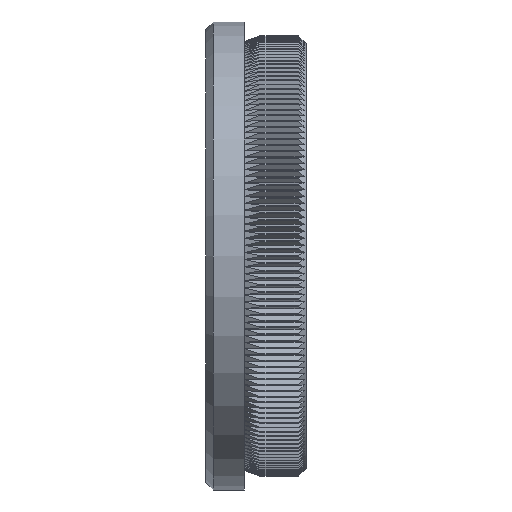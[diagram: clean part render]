
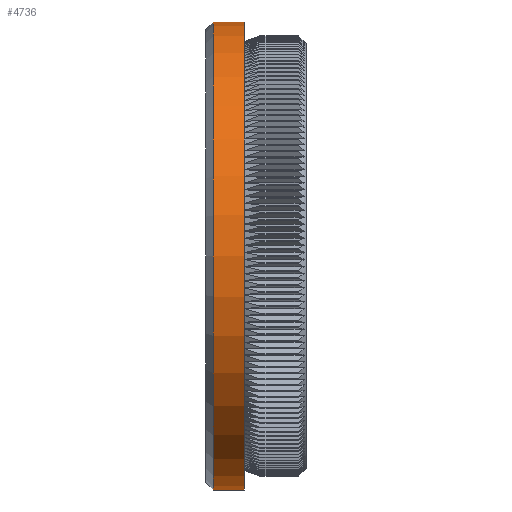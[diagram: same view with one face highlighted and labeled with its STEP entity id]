
A CAD part, left-side view. The second image highlights one B-rep face of the part: STEP entity #4736.
In plain terms, the highlighted cylindrical face has radius 30.15 mm (diameter 60.3 mm), a partial arc.
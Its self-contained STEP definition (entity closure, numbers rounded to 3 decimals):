
#89 = FACE_OUTER_BOUND ( 'NONE', #23614, .T. ) ;
#3455 = ORIENTED_EDGE ( 'NONE', *, *, #34557, .F. ) ;
#4625 = DIRECTION ( 'NONE',  ( 0., 0., -1. ) ) ;
#4736 = ADVANCED_FACE ( 'NONE', ( #89 ), #17431, .T. ) ;
#4854 = EDGE_CURVE ( 'NONE', #21635, #37366, #11014, .T. ) ;
#4918 = EDGE_CURVE ( 'NONE', #32204, #21407, #14207, .T. ) ;
#5436 = AXIS2_PLACEMENT_3D ( 'NONE', #14043, #20293, #23073 ) ;
#11014 = CIRCLE ( 'NONE', #37346, 30.15 ) ;
#12085 = CARTESIAN_POINT ( 'NONE',  ( 0., 8., 30.15 ) ) ;
#13547 = CARTESIAN_POINT ( 'NONE',  ( 0., 12., 0. ) ) ;
#13748 = VECTOR ( 'NONE', #25302, 1000. ) ;
#13935 = ORIENTED_EDGE ( 'NONE', *, *, #4854, .T. ) ;
#14043 = CARTESIAN_POINT ( 'NONE',  ( 0., 8., 0. ) ) ;
#14207 = CIRCLE ( 'NONE', #5436, 30.15 ) ;
#16059 = DIRECTION ( 'NONE',  ( 0., -1., 0. ) ) ;
#16091 = CARTESIAN_POINT ( 'NONE',  ( 0., 8., -30.15 ) ) ;
#17309 = VECTOR ( 'NONE', #16059, 1000. ) ;
#17431 = CYLINDRICAL_SURFACE ( 'NONE', #27633, 30.15 ) ;
#19134 = LINE ( 'NONE', #24692, #17309 ) ;
#19219 = LINE ( 'NONE', #31016, #13748 ) ;
#19908 = CARTESIAN_POINT ( 'NONE',  ( 0., 12., 30.15 ) ) ;
#20116 = EDGE_CURVE ( 'NONE', #37366, #21407, #19134, .T. ) ;
#20293 = DIRECTION ( 'NONE',  ( 0., -1., 0. ) ) ;
#21407 = VERTEX_POINT ( 'NONE', #16091 ) ;
#21635 = VERTEX_POINT ( 'NONE', #19908 ) ;
#22582 = DIRECTION ( 'NONE',  ( 0., 0., 1. ) ) ;
#23073 = DIRECTION ( 'NONE',  ( 0., 0., -1. ) ) ;
#23614 = EDGE_LOOP ( 'NONE', ( #3455, #13935, #31450, #37337 ) ) ;
#24692 = CARTESIAN_POINT ( 'NONE',  ( 0., 0., -30.15 ) ) ;
#25302 = DIRECTION ( 'NONE',  ( 0., -1., 0. ) ) ;
#27633 = AXIS2_PLACEMENT_3D ( 'NONE', #30816, #30327, #4625 ) ;
#28528 = CARTESIAN_POINT ( 'NONE',  ( 0., 12., -30.15 ) ) ;
#30327 = DIRECTION ( 'NONE',  ( 0., -1., 0. ) ) ;
#30816 = CARTESIAN_POINT ( 'NONE',  ( 0., 0., 0. ) ) ;
#31016 = CARTESIAN_POINT ( 'NONE',  ( 0., 0., 30.15 ) ) ;
#31450 = ORIENTED_EDGE ( 'NONE', *, *, #20116, .T. ) ;
#32204 = VERTEX_POINT ( 'NONE', #12085 ) ;
#34557 = EDGE_CURVE ( 'NONE', #21635, #32204, #19219, .T. ) ;
#36663 = DIRECTION ( 'NONE',  ( 0., -1., 0. ) ) ;
#37337 = ORIENTED_EDGE ( 'NONE', *, *, #4918, .F. ) ;
#37346 = AXIS2_PLACEMENT_3D ( 'NONE', #13547, #36663, #22582 ) ;
#37366 = VERTEX_POINT ( 'NONE', #28528 ) ;
